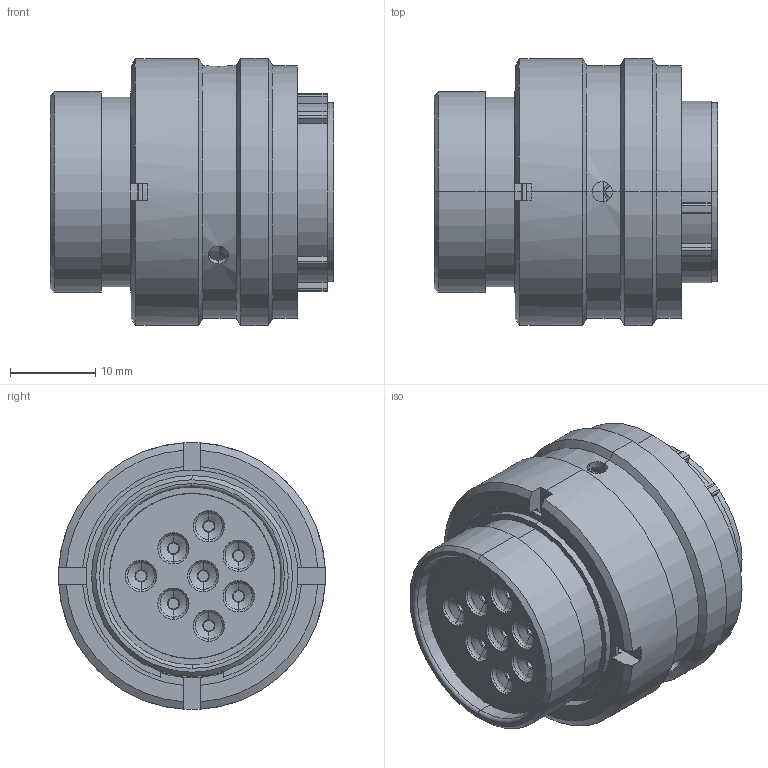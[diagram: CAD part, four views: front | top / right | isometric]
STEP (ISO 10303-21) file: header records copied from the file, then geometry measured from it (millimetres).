
FILE_DESCRIPTION (( 'STEP AP214' ), '1' );
FILE_NAME ('AS616-08SB.STEP', '2021-03-12T13:44:33', ( 'TE Connectivity' ), ( 'TE Connectivity' ), 'SwSTEP 2.0', 'SolidWorks 2016', '' );
FILE_SCHEMA (( 'AUTOMOTIVE_DESIGN' ));
Length unit declared in the file: millimetre
Products named in the file (1): AS616-08SB
Bounding box: 33.37 x 31.4 x 31.4 mm (x, y, z)
Volume: 14855.5 mm3; surface area: 16112.4 mm2
Topology: 8 solids, 8 shells, 814 faces, 2153 edges, 1376 vertices
Faces by surface type: plane 337, cylinder 290, torus 102, cone 76, bspline 9
Entity records: 40412 total; most frequent: CARTESIAN_POINT 12811, ORIENTED_EDGE 4306, DIRECTION 3323, EDGE_CURVE 2153, VERTEX_POINT 1376, AXIS2_PLACEMENT_3D 1374, EDGE_LOOP 881, B_SPLINE_CURVE_WITH_KNOTS 878
